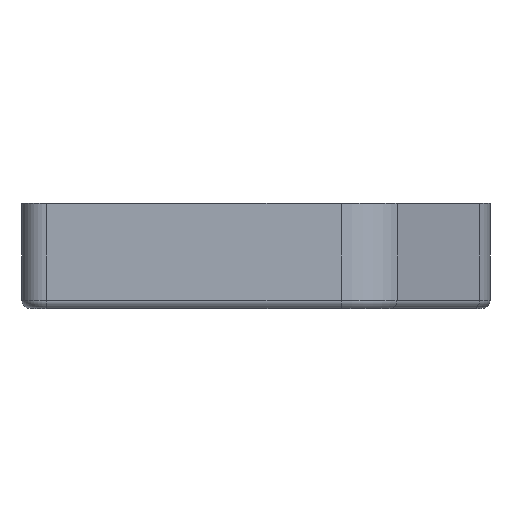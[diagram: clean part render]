
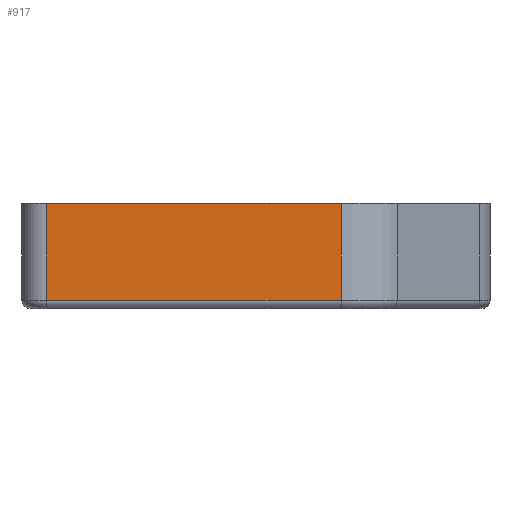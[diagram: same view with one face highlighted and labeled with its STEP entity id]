
A CAD part, left-side view. The second image highlights one B-rep face of the part: STEP entity #917.
In plain terms, the highlighted planar face has unit normal (-1, -0.001, 0).
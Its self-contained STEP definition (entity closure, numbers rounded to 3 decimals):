
#42=PLANE('',#1017);
#76=FACE_OUTER_BOUND('',#133,.T.);
#133=EDGE_LOOP('',(#700,#701,#702,#703));
#223=LINE('',#1717,#296);
#235=LINE('',#1814,#308);
#240=LINE('',#1843,#313);
#241=LINE('',#1844,#314);
#296=VECTOR('',#1093,10.);
#308=VECTOR('',#1145,10.);
#313=VECTOR('',#1182,10.);
#314=VECTOR('',#1183,10.);
#399=VERTEX_POINT('',#1698);
#408=VERTEX_POINT('',#1715);
#429=VERTEX_POINT('',#1804);
#431=VERTEX_POINT('',#1810);
#500=EDGE_CURVE('',#408,#399,#223,.T.);
#529=EDGE_CURVE('',#429,#431,#235,.T.);
#544=EDGE_CURVE('',#429,#399,#240,.T.);
#545=EDGE_CURVE('',#431,#408,#241,.T.);
#700=ORIENTED_EDGE('',*,*,#529,.F.);
#701=ORIENTED_EDGE('',*,*,#544,.T.);
#702=ORIENTED_EDGE('',*,*,#500,.F.);
#703=ORIENTED_EDGE('',*,*,#545,.F.);
#917=ADVANCED_FACE('',(#76),#42,.T.);
#1017=AXIS2_PLACEMENT_3D('',#1842,#1180,#1181);
#1093=DIRECTION('',(0.001,-1.,0.));
#1145=DIRECTION('',(-0.001,1.,0.));
#1180=DIRECTION('center_axis',(-1.,-0.001,
0.));
#1181=DIRECTION('ref_axis',(0.001,-1.,0.));
#1182=DIRECTION('',(0.,0.,1.));
#1183=DIRECTION('',(0.,0.,1.));
#1698=CARTESIAN_POINT('',(-37.951,-10.623,13.));
#1715=CARTESIAN_POINT('',(-37.975,25.884,13.));
#1717=CARTESIAN_POINT('',(-37.951,-10.623,13.));
#1804=CARTESIAN_POINT('',(-37.951,-10.623,1.));
#1810=CARTESIAN_POINT('',(-37.975,25.884,1.));
#1814=CARTESIAN_POINT('',(-37.966,12.893,1.));
#1842=CARTESIAN_POINT('Origin',(-37.975,25.884,0.));
#1843=CARTESIAN_POINT('',(-37.951,-10.623,0.));
#1844=CARTESIAN_POINT('',(-37.975,25.884,0.));
